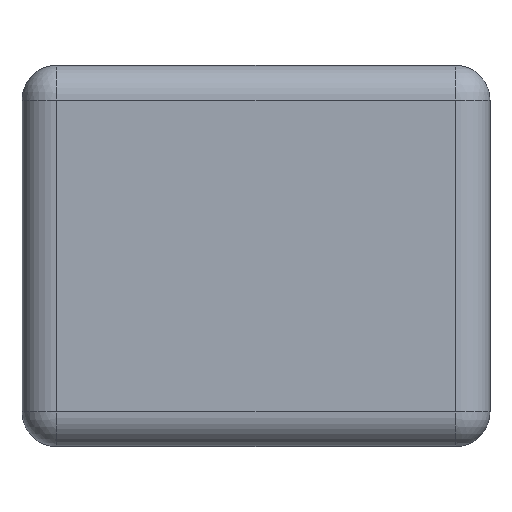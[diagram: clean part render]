
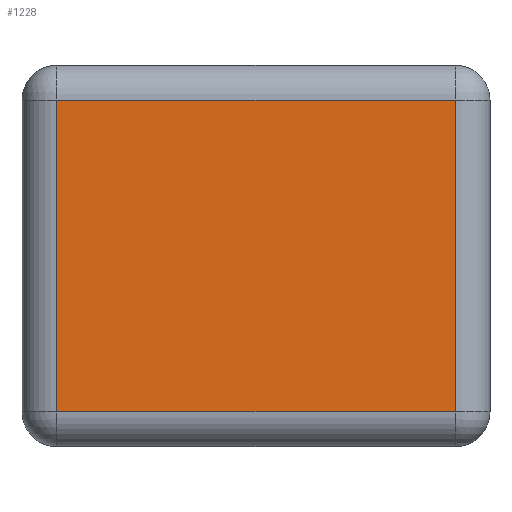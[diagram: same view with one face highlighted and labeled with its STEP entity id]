
A CAD part, left-side view. The second image highlights one B-rep face of the part: STEP entity #1228.
In plain terms, the highlighted planar face has unit normal (-1, 0, 0).
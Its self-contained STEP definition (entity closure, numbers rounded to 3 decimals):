
#843=CARTESIAN_POINT('',(-1.05,0.575,0.1));
#844=VERTEX_POINT('',#843);
#869=CARTESIAN_POINT('',(-1.05,0.575,1.0));
#870=VERTEX_POINT('',#869);
#913=CARTESIAN_POINT('',(-1.05,-0.575,0.1));
#914=VERTEX_POINT('',#913);
#937=CARTESIAN_POINT('',(-1.05,-0.575,1.0));
#938=VERTEX_POINT('',#937);
#1005=CARTESIAN_POINT('',(-1.05,-0.575,1.0));
#1006=DIRECTION('',(0.0,0.0,-1.0));
#1007=VECTOR('',#1006,0.9);
#1008=LINE('',#1005,#1007);
#1009=EDGE_CURVE('',#938,#914,#1008,.T.);
#1027=CARTESIAN_POINT('',(-1.05,0.575,1.0));
#1028=DIRECTION('',(0.0,-1.0,0.0));
#1029=VECTOR('',#1028,1.15);
#1030=LINE('',#1027,#1029);
#1031=EDGE_CURVE('',#870,#938,#1030,.T.);
#1088=CARTESIAN_POINT('',(-1.05,-0.575,0.1));
#1089=DIRECTION('',(0.0,1.0,0.0));
#1090=VECTOR('',#1089,1.15);
#1091=LINE('',#1088,#1090);
#1092=EDGE_CURVE('',#914,#844,#1091,.T.);
#1110=CARTESIAN_POINT('',(-1.05,0.575,0.1));
#1111=DIRECTION('',(0.0,0.0,1.0));
#1112=VECTOR('',#1111,0.9);
#1113=LINE('',#1110,#1112);
#1114=EDGE_CURVE('',#844,#870,#1113,.T.);
#1217=CARTESIAN_POINT('',(-1.05,-0.675,0.0));
#1218=DIRECTION('',(-1.0,0.0,0.0));
#1219=DIRECTION('',(0.0,0.0,1.0));
#1220=AXIS2_PLACEMENT_3D('',#1217,#1218,#1219);
#1221=PLANE('',#1220);
#1222=ORIENTED_EDGE('',*,*,#1009,.F.);
#1223=ORIENTED_EDGE('',*,*,#1031,.F.);
#1224=ORIENTED_EDGE('',*,*,#1114,.F.);
#1225=ORIENTED_EDGE('',*,*,#1092,.F.);
#1226=EDGE_LOOP('',(#1222,#1223,#1224,#1225));
#1227=FACE_OUTER_BOUND('',#1226,.T.);
#1228=ADVANCED_FACE('',(#1227),#1221,.T.);
